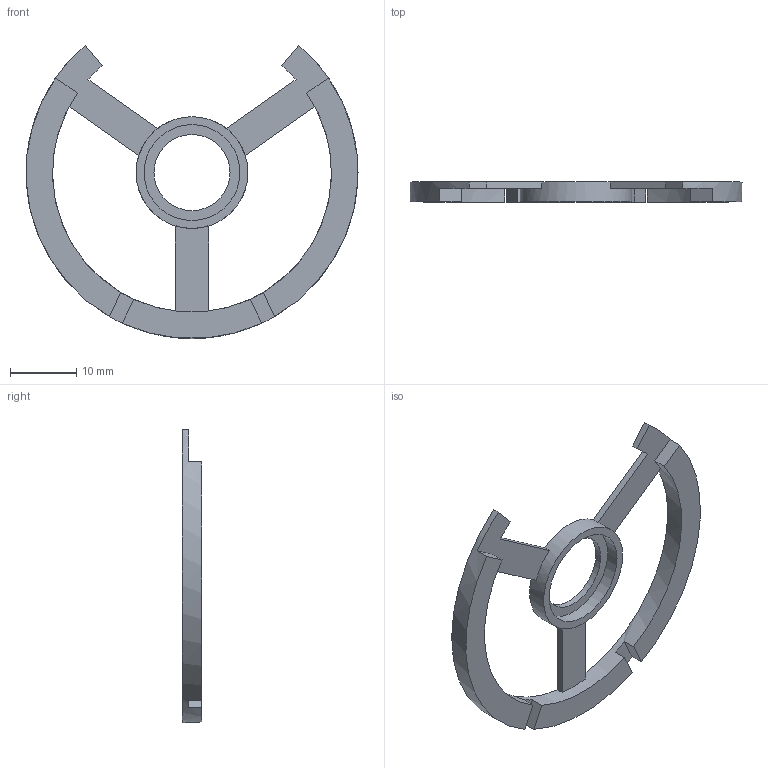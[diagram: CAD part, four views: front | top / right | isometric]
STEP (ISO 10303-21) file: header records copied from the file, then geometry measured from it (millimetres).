
FILE_DESCRIPTION(/* description */ (''),/* implementation_level */ '2;1');
FILE_NAME(/* name */ 'Esp_Brace v1.step',/* time_stamp */ '2025-04-26T08:42:58+02:00',/* author */ (''),/* organization */ (''),/* preprocessor_version */ 'ST-DEVELOPER v20.1',/* originating_system */ 'Autodesk Translation Framework v14.4.0.0',/* authorisation */ '');
FILE_SCHEMA (('AUTOMOTIVE_DESIGN { 1 0 10303 214 3 1 1 }'));
Length unit declared in the file: millimetre
Products named in the file (1): Esp_Brace
Bounding box: 50.2 x 3 x 44.33 mm (x, y, z)
Volume: 1650.8 mm3; surface area: 2525.9 mm2
Topology: 1 solids, 1 shells, 32 faces, 93 edges, 62 vertices
Faces by surface type: plane 25, cylinder 7
Full cylindrical faces by diameter (mm): 11.5 x1, 14.5 x1, 16.9 x1
Entity records: 1116 total; most frequent: DIRECTION 193, CARTESIAN_POINT 188, ORIENTED_EDGE 186, EDGE_CURVE 93, AXIS2_PLACEMENT_3D 67, VERTEX_POINT 62, LINE 59, VECTOR 59
